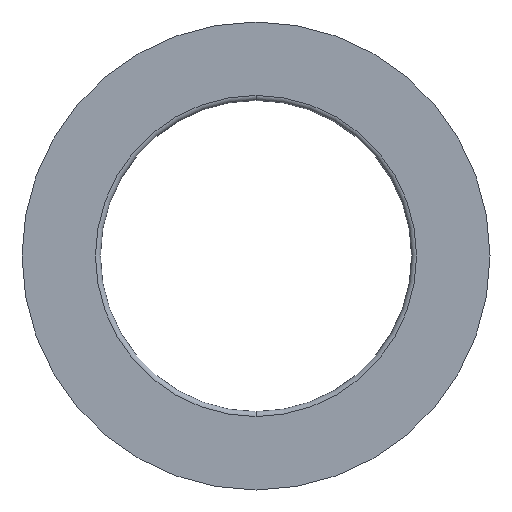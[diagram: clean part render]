
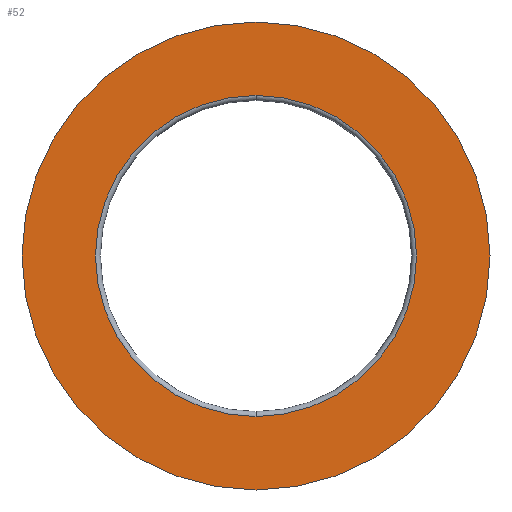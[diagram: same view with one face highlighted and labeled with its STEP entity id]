
A CAD part, front view. The second image highlights one B-rep face of the part: STEP entity #52.
In plain terms, the highlighted planar face has unit normal (0, -1, 0).
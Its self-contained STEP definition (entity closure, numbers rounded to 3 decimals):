
#11 = DIRECTION ( 'NONE',  ( 0., -1., 0. ) ) ;
#20 = CARTESIAN_POINT ( 'NONE',  ( 0., 0., 0. ) ) ;
#31 = EDGE_LOOP ( 'NONE', ( #131, #153 ) ) ;
#37 = ORIENTED_EDGE ( 'NONE', *, *, #215, .F. ) ;
#47 = FACE_BOUND ( 'NONE', #31, .T. ) ;
#49 = DIRECTION ( 'NONE',  ( 0., 0., 1. ) ) ;
#52 = ADVANCED_FACE ( 'NONE', ( #47, #409 ), #415, .T. ) ;
#54 = AXIS2_PLACEMENT_3D ( 'NONE', #20, #115, #111 ) ;
#57 = VERTEX_POINT ( 'NONE', #99 ) ;
#66 = CIRCLE ( 'NONE', #288, 64.5 ) ;
#81 = CIRCLE ( 'NONE', #220, 94. ) ;
#98 = CARTESIAN_POINT ( 'NONE',  ( 0., 0., 64.5 ) ) ;
#99 = CARTESIAN_POINT ( 'NONE',  ( 0., 0., -64.5 ) ) ;
#111 = DIRECTION ( 'NONE',  ( 0., 0., 1. ) ) ;
#115 = DIRECTION ( 'NONE',  ( 0., 1., 0. ) ) ;
#125 = CARTESIAN_POINT ( 'NONE',  ( 0., 0., 0. ) ) ;
#131 = ORIENTED_EDGE ( 'NONE', *, *, #282, .T. ) ;
#134 = CARTESIAN_POINT ( 'NONE',  ( -94., 0., 0. ) ) ;
#135 = ORIENTED_EDGE ( 'NONE', *, *, #374, .F. ) ;
#149 = DIRECTION ( 'NONE',  ( 0., 0., 1. ) ) ;
#153 = ORIENTED_EDGE ( 'NONE', *, *, #291, .T. ) ;
#160 = AXIS2_PLACEMENT_3D ( 'NONE', #125, #224, #149 ) ;
#176 = CARTESIAN_POINT ( 'NONE',  ( 0., 0., 94. ) ) ;
#178 = CARTESIAN_POINT ( 'NONE',  ( 0., 0., -94. ) ) ;
#181 = DIRECTION ( 'NONE',  ( 0., 1., 0. ) ) ;
#187 = VERTEX_POINT ( 'NONE', #98 ) ;
#207 = DIRECTION ( 'NONE',  ( 0., 1., 0. ) ) ;
#212 = CARTESIAN_POINT ( 'NONE',  ( 0., 0., 0. ) ) ;
#215 = EDGE_CURVE ( 'NONE', #298, #223, #81, .T. ) ;
#219 = AXIS2_PLACEMENT_3D ( 'NONE', #134, #11, #305 ) ;
#220 = AXIS2_PLACEMENT_3D ( 'NONE', #245, #181, #248 ) ;
#223 = VERTEX_POINT ( 'NONE', #178 ) ;
#224 = DIRECTION ( 'NONE',  ( 0., 1., 0. ) ) ;
#240 = CIRCLE ( 'NONE', #54, 64.5 ) ;
#245 = CARTESIAN_POINT ( 'NONE',  ( 0., 0., 0. ) ) ;
#248 = DIRECTION ( 'NONE',  ( 0., 0., 1. ) ) ;
#282 = EDGE_CURVE ( 'NONE', #187, #57, #66, .T. ) ;
#283 = EDGE_LOOP ( 'NONE', ( #37, #135 ) ) ;
#288 = AXIS2_PLACEMENT_3D ( 'NONE', #212, #207, #49 ) ;
#291 = EDGE_CURVE ( 'NONE', #57, #187, #240, .T. ) ;
#298 = VERTEX_POINT ( 'NONE', #176 ) ;
#305 = DIRECTION ( 'NONE',  ( 0., 0., -1. ) ) ;
#362 = CIRCLE ( 'NONE', #160, 94. ) ;
#374 = EDGE_CURVE ( 'NONE', #223, #298, #362, .T. ) ;
#409 = FACE_OUTER_BOUND ( 'NONE', #283, .T. ) ;
#415 = PLANE ( 'NONE',  #219 ) ;
